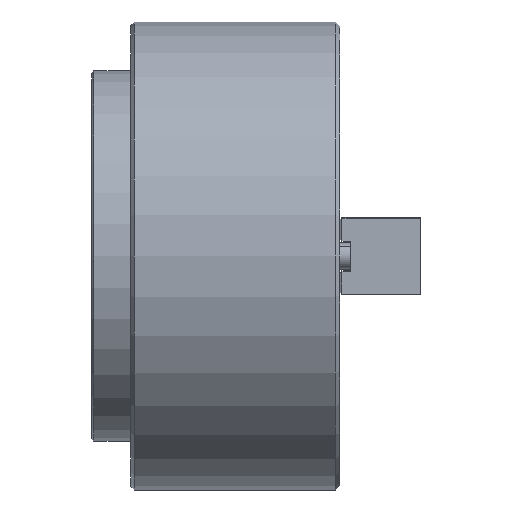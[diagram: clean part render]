
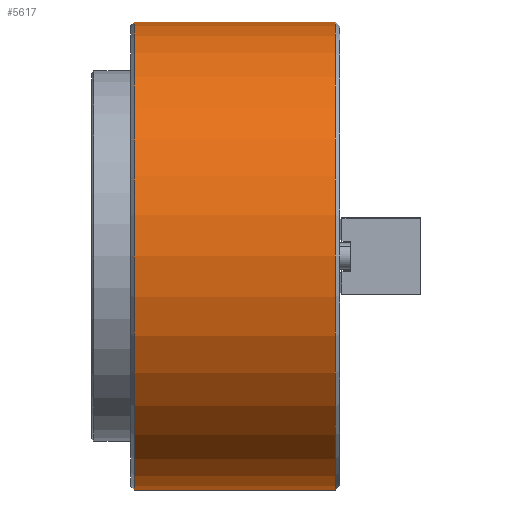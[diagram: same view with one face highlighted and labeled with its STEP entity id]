
A CAD part, front view. The second image highlights one B-rep face of the part: STEP entity #5617.
In plain terms, the highlighted cylindrical face has radius 107.5 mm (diameter 215 mm), a partial arc.
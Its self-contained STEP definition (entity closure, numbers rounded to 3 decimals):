
#284 = VECTOR ( 'NONE', #13973, 1000. ) ;
#379 = CIRCLE ( 'NONE', #6648, 107.5 ) ;
#681 = CARTESIAN_POINT ( 'NONE',  ( -47.09, 0., 107.5 ) ) ;
#3431 = AXIS2_PLACEMENT_3D ( 'NONE', #10298, #25786, #12512 ) ;
#3885 = ORIENTED_EDGE ( 'NONE', *, *, #15915, .T. ) ;
#3994 = CARTESIAN_POINT ( 'NONE',  ( 94., 0., -107.5 ) ) ;
#3996 = AXIS2_PLACEMENT_3D ( 'NONE', #20304, #26877, #4822 ) ;
#4087 = DIRECTION ( 'NONE',  ( 1., 0., 0. ) ) ;
#4822 = DIRECTION ( 'NONE',  ( 0., 0., 1. ) ) ;
#5617 = ADVANCED_FACE ( 'NONE', ( #6486 ), #17552, .T. ) ;
#5893 = EDGE_CURVE ( 'NONE', #18492, #7929, #17168, .T. ) ;
#6486 = FACE_OUTER_BOUND ( 'NONE', #27665, .T. ) ;
#6648 = AXIS2_PLACEMENT_3D ( 'NONE', #17320, #4087, #19581 ) ;
#7683 = VECTOR ( 'NONE', #9028, 1000. ) ;
#7886 = EDGE_CURVE ( 'NONE', #18492, #15644, #25339, .T. ) ;
#7929 = VERTEX_POINT ( 'NONE', #20273 ) ;
#9028 = DIRECTION ( 'NONE',  ( -1., 0., 0. ) ) ;
#9769 = ORIENTED_EDGE ( 'NONE', *, *, #7886, .F. ) ;
#10298 = CARTESIAN_POINT ( 'NONE',  ( 94., 0., 0. ) ) ;
#11594 = CARTESIAN_POINT ( 'NONE',  ( 1.5, 0., 107.5 ) ) ;
#12512 = DIRECTION ( 'NONE',  ( 0., 0., 1. ) ) ;
#13973 = DIRECTION ( 'NONE',  ( -1., 0., 0. ) ) ;
#14051 = CARTESIAN_POINT ( 'NONE',  ( 1.5, 0., -107.5 ) ) ;
#15644 = VERTEX_POINT ( 'NONE', #14051 ) ;
#15915 = EDGE_CURVE ( 'NONE', #25950, #15644, #379, .T. ) ;
#17168 = CIRCLE ( 'NONE', #3431, 107.5 ) ;
#17320 = CARTESIAN_POINT ( 'NONE',  ( 1.5, 0., 0. ) ) ;
#17552 = CYLINDRICAL_SURFACE ( 'NONE', #3996, 107.5 ) ;
#17934 = CARTESIAN_POINT ( 'NONE',  ( -47.09, 0., -107.5 ) ) ;
#17973 = ORIENTED_EDGE ( 'NONE', *, *, #5893, .T. ) ;
#17991 = LINE ( 'NONE', #681, #284 ) ;
#18492 = VERTEX_POINT ( 'NONE', #3994 ) ;
#19581 = DIRECTION ( 'NONE',  ( 0., 0., -1. ) ) ;
#20273 = CARTESIAN_POINT ( 'NONE',  ( 94., 0., 107.5 ) ) ;
#20304 = CARTESIAN_POINT ( 'NONE',  ( -47.09, 0., 0. ) ) ;
#21389 = ORIENTED_EDGE ( 'NONE', *, *, #23380, .T. ) ;
#23380 = EDGE_CURVE ( 'NONE', #7929, #25950, #17991, .T. ) ;
#25339 = LINE ( 'NONE', #17934, #7683 ) ;
#25786 = DIRECTION ( 'NONE',  ( -1., 0., 0. ) ) ;
#25950 = VERTEX_POINT ( 'NONE', #11594 ) ;
#26877 = DIRECTION ( 'NONE',  ( -1., 0., 0. ) ) ;
#27665 = EDGE_LOOP ( 'NONE', ( #9769, #17973, #21389, #3885 ) ) ;
